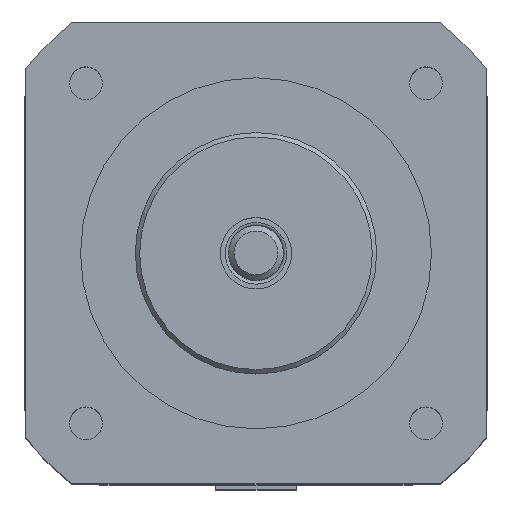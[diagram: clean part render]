
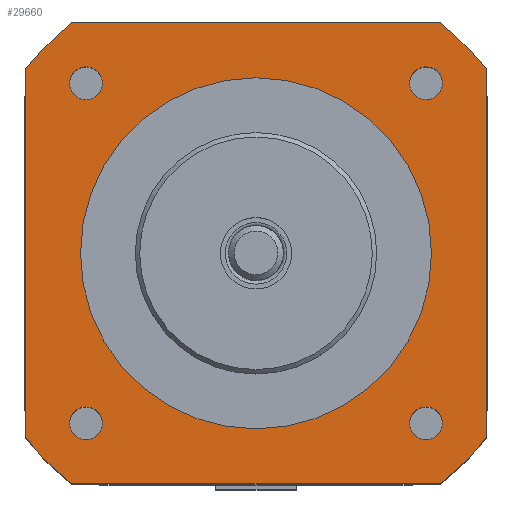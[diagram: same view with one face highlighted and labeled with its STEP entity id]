
A CAD part, top view. The second image highlights one B-rep face of the part: STEP entity #29660.
In plain terms, the highlighted planar face has unit normal (0, 0, 1).
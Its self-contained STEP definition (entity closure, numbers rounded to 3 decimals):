
#1584=CIRCLE('',#31345,1.499);
#1588=CIRCLE('',#31350,1.499);
#1592=CIRCLE('',#31355,1.499);
#1596=CIRCLE('',#31360,1.499);
#2439=CIRCLE('',#32665,16.);
#2441=CIRCLE('',#32669,26.9);
#2442=CIRCLE('',#32670,26.9);
#2443=CIRCLE('',#32671,26.9);
#2444=CIRCLE('',#32672,26.9);
#2710=FACE_BOUND('',#4711,.T.);
#2711=FACE_BOUND('',#4712,.T.);
#2712=FACE_BOUND('',#4713,.T.);
#2713=FACE_BOUND('',#4714,.T.);
#2714=FACE_BOUND('',#4715,.T.);
#3393=FACE_OUTER_BOUND('',#4710,.T.);
#4710=EDGE_LOOP('',(#24959,#24960,#24961,#24962,#24963,#24964,#24965,#24966));
#4711=EDGE_LOOP('',(#24967));
#4712=EDGE_LOOP('',(#24968));
#4713=EDGE_LOOP('',(#24969));
#4714=EDGE_LOOP('',(#24970));
#4715=EDGE_LOOP('',(#24971));
#7134=LINE('',#49120,#9915);
#7237=LINE('',#49434,#10018);
#7255=LINE('',#49508,#10036);
#7381=LINE('',#49849,#10162);
#9915=VECTOR('',#39510,33.622);
#10018=VECTOR('',#39813,33.622);
#10036=VECTOR('',#39891,33.622);
#10162=VECTOR('',#40193,33.622);
#12333=VERTEX_POINT('',#46064);
#12339=VERTEX_POINT('',#46078);
#12345=VERTEX_POINT('',#46092);
#12351=VERTEX_POINT('',#46106);
#13412=VERTEX_POINT('',#49117);
#13413=VERTEX_POINT('',#49119);
#13517=VERTEX_POINT('',#49431);
#13518=VERTEX_POINT('',#49433);
#13534=VERTEX_POINT('',#49505);
#13535=VERTEX_POINT('',#49507);
#13655=VERTEX_POINT('',#49846);
#13656=VERTEX_POINT('',#49848);
#13658=VERTEX_POINT('',#49858);
#15843=EDGE_CURVE('',#12333,#12333,#1584,.T.);
#15850=EDGE_CURVE('',#12339,#12339,#1588,.T.);
#15857=EDGE_CURVE('',#12345,#12345,#1592,.T.);
#15864=EDGE_CURVE('',#12351,#12351,#1596,.T.);
#17392=EDGE_CURVE('',#13412,#13413,#7134,.T.);
#17595=EDGE_CURVE('',#13517,#13518,#7237,.T.);
#17632=EDGE_CURVE('',#13534,#13535,#7255,.T.);
#17825=EDGE_CURVE('',#13655,#13656,#7381,.T.);
#17830=EDGE_CURVE('',#13658,#13658,#2439,.T.);
#17833=EDGE_CURVE('',#13656,#13534,#2441,.T.);
#17834=EDGE_CURVE('',#13518,#13655,#2442,.T.);
#17835=EDGE_CURVE('',#13413,#13517,#2443,.T.);
#17836=EDGE_CURVE('',#13535,#13412,#2444,.T.);
#24959=ORIENTED_EDGE('',*,*,#17833,.F.);
#24960=ORIENTED_EDGE('',*,*,#17825,.F.);
#24961=ORIENTED_EDGE('',*,*,#17834,.F.);
#24962=ORIENTED_EDGE('',*,*,#17595,.F.);
#24963=ORIENTED_EDGE('',*,*,#17835,.F.);
#24964=ORIENTED_EDGE('',*,*,#17392,.F.);
#24965=ORIENTED_EDGE('',*,*,#17836,.F.);
#24966=ORIENTED_EDGE('',*,*,#17632,.F.);
#24967=ORIENTED_EDGE('',*,*,#15843,.T.);
#24968=ORIENTED_EDGE('',*,*,#15850,.T.);
#24969=ORIENTED_EDGE('',*,*,#15857,.T.);
#24970=ORIENTED_EDGE('',*,*,#15864,.T.);
#24971=ORIENTED_EDGE('',*,*,#17830,.T.);
#28696=PLANE('',#32668);
#29660=ADVANCED_FACE('',(#3393,#2710,#2711,#2712,#2713,#2714),#28696,.T.);
#31345=AXIS2_PLACEMENT_3D('',#46066,#36442,#36443);
#31350=AXIS2_PLACEMENT_3D('',#46080,#36455,#36456);
#31355=AXIS2_PLACEMENT_3D('',#46094,#36468,#36469);
#31360=AXIS2_PLACEMENT_3D('',#46108,#36481,#36482);
#32665=AXIS2_PLACEMENT_3D('',#49859,#40206,#40207);
#32668=AXIS2_PLACEMENT_3D('',#49864,#40213,#40214);
#32669=AXIS2_PLACEMENT_3D('',#49865,#40215,#40216);
#32670=AXIS2_PLACEMENT_3D('',#49866,#40217,#40218);
#32671=AXIS2_PLACEMENT_3D('',#49867,#40219,#40220);
#32672=AXIS2_PLACEMENT_3D('',#49868,#40221,#40222);
#36442=DIRECTION('center_axis',(0.,0.,-1.));
#36443=DIRECTION('ref_axis',(-1.,0.,0.));
#36455=DIRECTION('center_axis',(0.,0.,-1.));
#36456=DIRECTION('ref_axis',(-1.,0.,0.));
#36468=DIRECTION('center_axis',(0.,0.,-1.));
#36469=DIRECTION('ref_axis',(-0.166,-0.986,0.));
#36481=DIRECTION('center_axis',(0.,0.,-1.));
#36482=DIRECTION('ref_axis',(-1.,0.,0.));
#39510=DIRECTION('',(0.,-1.,0.));
#39813=DIRECTION('',(-1.,0.,0.));
#39891=DIRECTION('',(1.,0.,0.));
#40193=DIRECTION('',(0.,1.,0.));
#40206=DIRECTION('center_axis',(0.,0.,-1.));
#40207=DIRECTION('ref_axis',(-1.,0.,0.));
#40213=DIRECTION('center_axis',(0.,0.,1.));
#40214=DIRECTION('ref_axis',(1.,0.,0.));
#40215=DIRECTION('center_axis',(0.,0.,-1.));
#40216=DIRECTION('ref_axis',(0.625,-0.781,0.));
#40217=DIRECTION('center_axis',(0.,0.,-1.));
#40218=DIRECTION('ref_axis',(0.781,0.625,0.));
#40219=DIRECTION('center_axis',(0.,0.,-1.));
#40220=DIRECTION('ref_axis',(-0.625,0.781,0.));
#40221=DIRECTION('center_axis',(0.,0.,-1.));
#40222=DIRECTION('ref_axis',(-0.781,-0.625,0.));
#46064=CARTESIAN_POINT('',(16.999,-15.5,18.56));
#46066=CARTESIAN_POINT('Origin',(15.5,-15.5,18.56));
#46078=CARTESIAN_POINT('',(-14.001,-15.5,18.56));
#46080=CARTESIAN_POINT('Origin',(-15.5,-15.5,18.56));
#46092=CARTESIAN_POINT('',(15.748,16.978,18.56));
#46094=CARTESIAN_POINT('Origin',(15.5,15.5,18.56));
#46106=CARTESIAN_POINT('',(-14.001,15.5,18.56));
#46108=CARTESIAN_POINT('Origin',(-15.5,15.5,18.56));
#49117=CARTESIAN_POINT('',(21.,16.811,18.56));
#49119=CARTESIAN_POINT('',(21.,-16.811,18.56));
#49120=CARTESIAN_POINT('',(21.,16.811,18.56));
#49431=CARTESIAN_POINT('',(16.811,-21.,18.56));
#49433=CARTESIAN_POINT('',(-16.811,-21.,18.56));
#49434=CARTESIAN_POINT('',(16.811,-21.,18.56));
#49505=CARTESIAN_POINT('',(-16.811,21.,18.56));
#49507=CARTESIAN_POINT('',(16.811,21.,18.56));
#49508=CARTESIAN_POINT('',(-16.811,21.,18.56));
#49846=CARTESIAN_POINT('',(-21.,-16.811,18.56));
#49848=CARTESIAN_POINT('',(-21.,16.811,18.56));
#49849=CARTESIAN_POINT('',(-21.,-16.811,18.56));
#49858=CARTESIAN_POINT('',(16.,0.,18.56));
#49859=CARTESIAN_POINT('Origin',(0.,0.,18.56));
#49864=CARTESIAN_POINT('Origin',(0.,0.,18.56));
#49865=CARTESIAN_POINT('Origin',(0.,0.,18.56));
#49866=CARTESIAN_POINT('Origin',(0.,0.,18.56));
#49867=CARTESIAN_POINT('Origin',(0.,0.,18.56));
#49868=CARTESIAN_POINT('Origin',(0.,0.,18.56));
